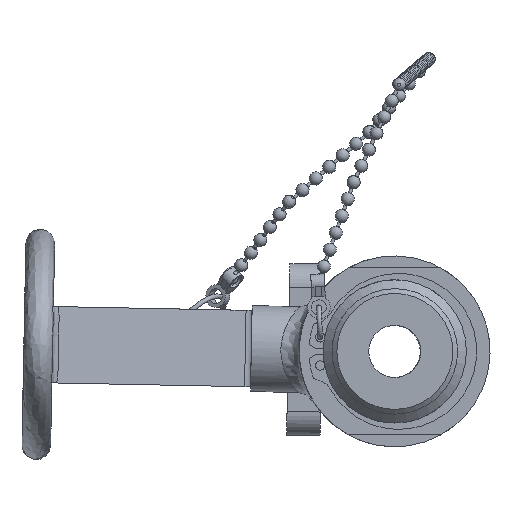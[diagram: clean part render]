
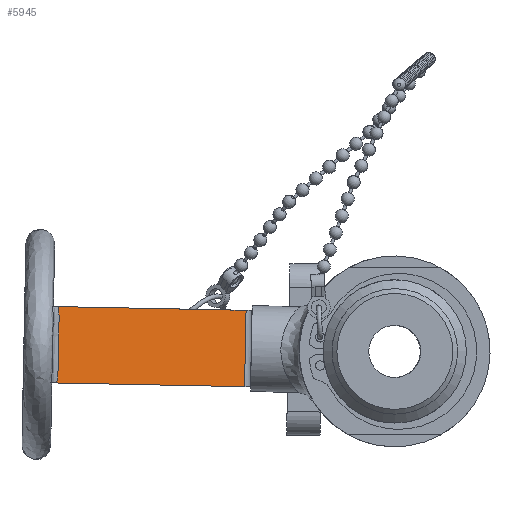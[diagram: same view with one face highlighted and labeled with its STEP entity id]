
A CAD part, left-side view. The second image highlights one B-rep face of the part: STEP entity #5945.
In plain terms, the highlighted planar face has unit normal (-0.866, -0.5, -0.01).
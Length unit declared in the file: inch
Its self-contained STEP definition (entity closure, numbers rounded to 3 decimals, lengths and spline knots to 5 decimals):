
#55=B_SPLINE_CURVE_WITH_KNOTS('',3,(#11135,#11136,#11137,#11138,#11139,
#11140,#11141,#11142,#11143),.UNSPECIFIED.,.F.,.F.,(4,1,1,1,1,1,4),(-8.14725,
-7.90967,-7.28432,-6.97165,-6.65897,
-6.34629,-6.1087),.UNSPECIFIED.);
#461=LINE('',#10408,#772);
#468=LINE('',#10428,#779);
#483=LINE('',#11282,#794);
#772=VECTOR('',#8540,0.3937);
#779=VECTOR('',#8557,0.3937);
#794=VECTOR('',#8610,0.3937);
#1294=FACE_OUTER_BOUND('',#1670,.T.);
#1670=EDGE_LOOP('',(#5100,#5101,#5102,#5103));
#2622=VERTEX_POINT('',#10405);
#2623=VERTEX_POINT('',#10407);
#2631=VERTEX_POINT('',#10427);
#2673=VERTEX_POINT('',#11126);
#3422=EDGE_CURVE('',#2622,#2623,#461,.T.);
#3432=EDGE_CURVE('',#2623,#2631,#468,.T.);
#3488=EDGE_CURVE('',#2631,#2673,#55,.T.);
#3491=EDGE_CURVE('',#2673,#2622,#483,.T.);
#5100=ORIENTED_EDGE('',*,*,#3422,.F.);
#5101=ORIENTED_EDGE('',*,*,#3491,.F.);
#5102=ORIENTED_EDGE('',*,*,#3488,.F.);
#5103=ORIENTED_EDGE('',*,*,#3432,.F.);
#5267=PLANE('',#6761);
#5945=ADVANCED_FACE('',(#1294),#5267,.T.);
#6761=AXIS2_PLACEMENT_3D('',#11281,#8608,#8609);
#8540=DIRECTION('',(0.,0.02,-1.));
#8557=DIRECTION('',(-0.501,0.866,0.017));
#8608=DIRECTION('center_axis',(-0.866,-0.5,-0.01));
#8609=DIRECTION('ref_axis',(0.501,-0.866,-0.017));
#8610=DIRECTION('',(0.501,-0.866,-0.017));
#10405=CARTESIAN_POINT('',(-1.30147,2.06684,0.20579));
#10407=CARTESIAN_POINT('',(-1.30148,2.08258,-0.59406));
#10408=CARTESIAN_POINT('',(-1.30148,2.07471,-0.19414));
#10427=CARTESIAN_POINT('',(-2.43984,4.05114,-0.5553));
#10428=CARTESIAN_POINT('',(-2.51667,4.184,-0.55269));
#11126=CARTESIAN_POINT('',(-2.43983,4.03539,0.24454));
#11135=CARTESIAN_POINT('Ctrl Pts',(-2.43984,4.05113,-0.5553));
#11136=CARTESIAN_POINT('Ctrl Pts',(-2.43599,4.04388,-0.52531));
#11137=CARTESIAN_POINT('Ctrl Pts',(-2.42894,4.02948,-0.41256));
#11138=CARTESIAN_POINT('Ctrl Pts',(-2.43529,4.03742,-0.2581));
#11139=CARTESIAN_POINT('Ctrl Pts',(-2.43501,4.03372,-0.09401));
#11140=CARTESIAN_POINT('Ctrl Pts',(-2.43216,4.02636,0.0289));
#11141=CARTESIAN_POINT('Ctrl Pts',(-2.43131,4.02267,0.14207));
#11142=CARTESIAN_POINT('Ctrl Pts',(-2.43593,4.02925,0.21428));
#11143=CARTESIAN_POINT('Ctrl Pts',(-2.43981,4.03537,0.24455));
#11281=CARTESIAN_POINT('Origin',(-2.51667,4.17613,-0.15276));
#11282=CARTESIAN_POINT('',(-2.51666,4.16826,0.24716));
